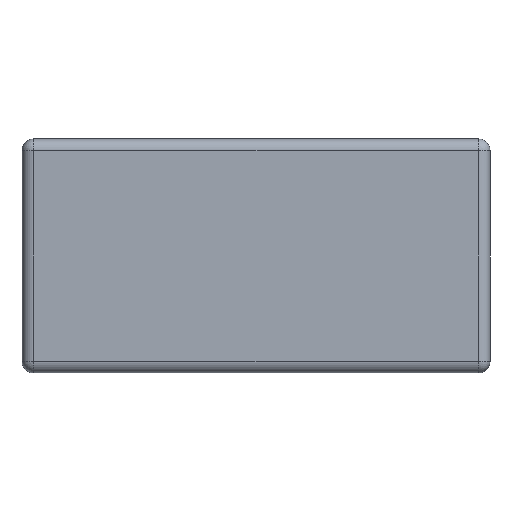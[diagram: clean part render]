
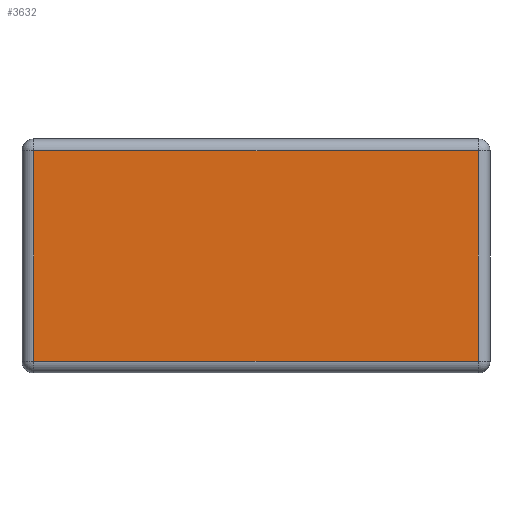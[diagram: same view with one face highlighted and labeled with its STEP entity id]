
A CAD part, front view. The second image highlights one B-rep face of the part: STEP entity #3632.
In plain terms, the highlighted planar face has unit normal (0, -1, 0).
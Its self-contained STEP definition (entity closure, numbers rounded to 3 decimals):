
#3178=CARTESIAN_POINT('',(-2.,0.0,38.0));
#3179=VERTEX_POINT('',#3178);
#3202=CARTESIAN_POINT('',(-2.,0.0,2.));
#3203=VERTEX_POINT('',#3202);
#3248=CARTESIAN_POINT('',(-78.0,0.0,38.0));
#3249=VERTEX_POINT('',#3248);
#3283=CARTESIAN_POINT('',(-78.0,0.0,2.));
#3284=VERTEX_POINT('',#3283);
#3315=CARTESIAN_POINT('',(-2.0,0.0,2.));
#3316=DIRECTION('',(-1.0,0.0,0.0));
#3317=VECTOR('',#3316,76.);
#3318=LINE('',#3315,#3317);
#3319=EDGE_CURVE('',#3203,#3284,#3318,.T.);
#3337=CARTESIAN_POINT('',(-78.0,0.0,2.));
#3338=DIRECTION('',(0.0,0.0,1.0));
#3339=VECTOR('',#3338,36.0);
#3340=LINE('',#3337,#3339);
#3341=EDGE_CURVE('',#3284,#3249,#3340,.T.);
#3391=CARTESIAN_POINT('',(-78.0,0.0,38.0));
#3392=DIRECTION('',(1.0,0.0,0.0));
#3393=VECTOR('',#3392,76.0);
#3394=LINE('',#3391,#3393);
#3395=EDGE_CURVE('',#3249,#3179,#3394,.T.);
#3477=CARTESIAN_POINT('',(-2.,0.0,38.0));
#3478=DIRECTION('',(0.0,0.0,-1.0));
#3479=VECTOR('',#3478,36.0);
#3480=LINE('',#3477,#3479);
#3481=EDGE_CURVE('',#3179,#3203,#3480,.T.);
#3621=CARTESIAN_POINT('',(-40.,0.0,20.0));
#3622=DIRECTION('',(0.0,1.0,0.0));
#3623=DIRECTION('',(0.0,0.0,1.0));
#3624=AXIS2_PLACEMENT_3D('',#3621,#3622,#3623);
#3625=PLANE('',#3624);
#3626=ORIENTED_EDGE('',*,*,#3319,.F.);
#3627=ORIENTED_EDGE('',*,*,#3481,.F.);
#3628=ORIENTED_EDGE('',*,*,#3395,.F.);
#3629=ORIENTED_EDGE('',*,*,#3341,.F.);
#3630=EDGE_LOOP('',(#3626,#3627,#3628,#3629));
#3631=FACE_OUTER_BOUND('',#3630,.T.);
#3632=ADVANCED_FACE('',(#3631),#3625,.F.);
